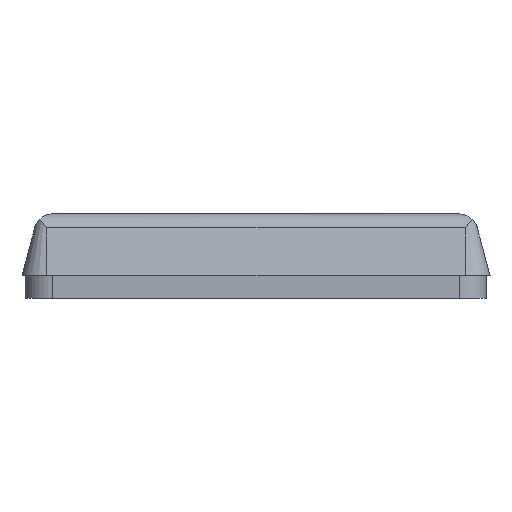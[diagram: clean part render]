
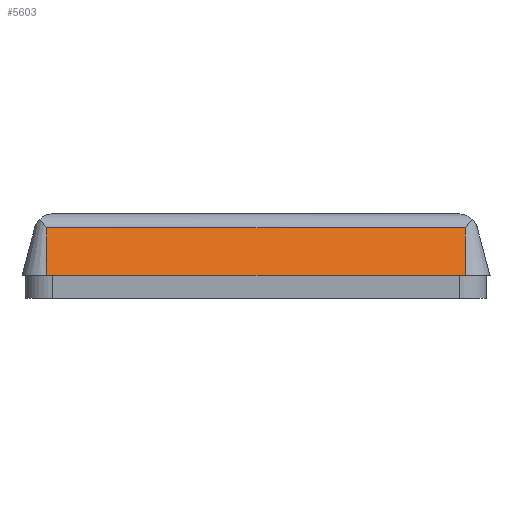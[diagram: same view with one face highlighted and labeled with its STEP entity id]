
A CAD part, left-side view. The second image highlights one B-rep face of the part: STEP entity #5603.
In plain terms, the highlighted planar face has unit normal (-0.966, 0, 0.259).
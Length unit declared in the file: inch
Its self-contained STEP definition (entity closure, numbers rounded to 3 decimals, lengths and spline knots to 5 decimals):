
#30 = CARTESIAN_POINT ( 'NONE',  ( -5266.97429, 1.07449, -19645.66929 ) ) ;
#55 = CARTESIAN_POINT ( 'NONE',  ( -2.86815, 3.93701, 0.24229 ) ) ;
#183 = VERTEX_POINT ( 'NONE', #9561 ) ;
#396 = VECTOR ( 'NONE', #5301, 39.37008 ) ;
#684 = DIRECTION ( 'NONE',  ( 0., -1., 0. ) ) ;
#1403 = DIRECTION ( 'NONE',  ( -0.966, 0., 0.259 ) ) ;
#1636 = EDGE_LOOP ( 'NONE', ( #2349, #5827, #9240, #2502 ) ) ;
#1665 = VECTOR ( 'NONE', #684, 39.37008 ) ;
#2349 = ORIENTED_EDGE ( 'NONE', *, *, #2752, .F. ) ;
#2406 = CARTESIAN_POINT ( 'NONE',  ( -2.86815, -1.07449, 0.24229 ) ) ;
#2502 = ORIENTED_EDGE ( 'NONE', *, *, #3534, .F. ) ;
#2719 = EDGE_CURVE ( 'NONE', #6542, #6911, #6089, .T. ) ;
#2752 = EDGE_CURVE ( 'NONE', #7926, #183, #7521, .T. ) ;
#2924 = CARTESIAN_POINT ( 'NONE',  ( -2.93307, 1.07449, 0. ) ) ;
#2987 = AXIS2_PLACEMENT_3D ( 'NONE', #4448, #1403, #7569 ) ;
#3534 = EDGE_CURVE ( 'NONE', #183, #6542, #3838, .T. ) ;
#3838 = LINE ( 'NONE', #55, #1665 ) ;
#4313 = VECTOR ( 'NONE', #5993, 39.37008 ) ;
#4448 = CARTESIAN_POINT ( 'NONE',  ( -2.93307, 1.07449, 0. ) ) ;
#4491 = DIRECTION ( 'NONE',  ( 0., -1., 0. ) ) ;
#4647 = CARTESIAN_POINT ( 'NONE',  ( -2.93307, 1.07449, 0. ) ) ;
#5301 = DIRECTION ( 'NONE',  ( 0.259, 0., 0.966 ) ) ;
#5397 = LINE ( 'NONE', #4647, #6096 ) ;
#5603 = ADVANCED_FACE ( 'NONE', ( #7473 ), #8908, .T. ) ;
#5827 = ORIENTED_EDGE ( 'NONE', *, *, #6780, .T. ) ;
#5940 = CARTESIAN_POINT ( 'NONE',  ( -5266.97429, -1.07449, -19645.66929 ) ) ;
#5993 = DIRECTION ( 'NONE',  ( -0.259, 0., -0.966 ) ) ;
#6089 = LINE ( 'NONE', #5940, #4313 ) ;
#6096 = VECTOR ( 'NONE', #4491, 39.37008 ) ;
#6542 = VERTEX_POINT ( 'NONE', #2406 ) ;
#6780 = EDGE_CURVE ( 'NONE', #7926, #6911, #5397, .T. ) ;
#6911 = VERTEX_POINT ( 'NONE', #8555 ) ;
#7473 = FACE_OUTER_BOUND ( 'NONE', #1636, .T. ) ;
#7521 = LINE ( 'NONE', #30, #396 ) ;
#7569 = DIRECTION ( 'NONE',  ( 0.259, 0., 0.966 ) ) ;
#7926 = VERTEX_POINT ( 'NONE', #2924 ) ;
#8555 = CARTESIAN_POINT ( 'NONE',  ( -2.93307, -1.07449, 0. ) ) ;
#8908 = PLANE ( 'NONE',  #2987 ) ;
#9240 = ORIENTED_EDGE ( 'NONE', *, *, #2719, .F. ) ;
#9561 = CARTESIAN_POINT ( 'NONE',  ( -2.86815, 1.07449, 0.24229 ) ) ;
